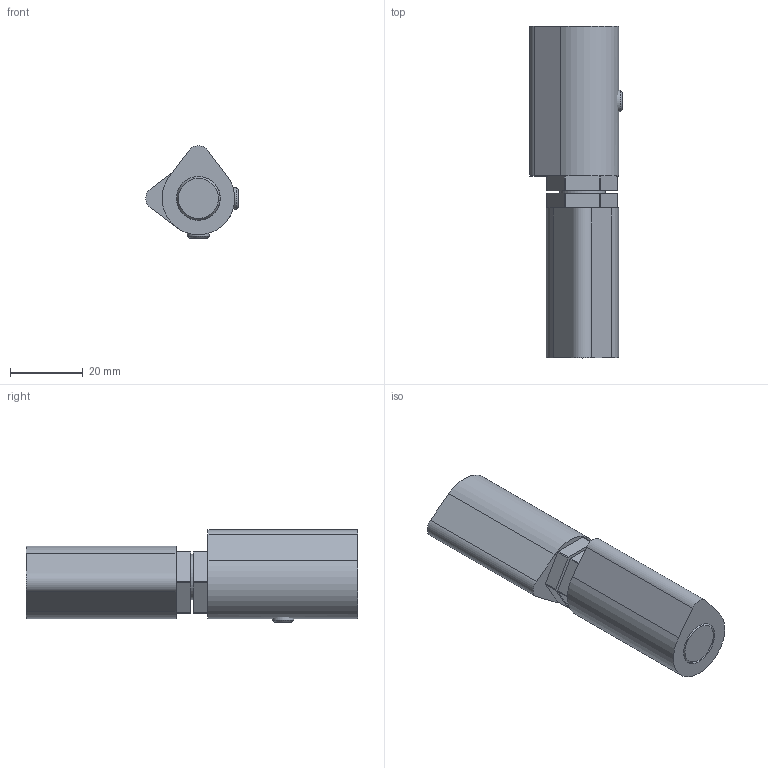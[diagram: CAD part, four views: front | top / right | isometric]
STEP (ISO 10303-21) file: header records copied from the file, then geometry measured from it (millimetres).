
FILE_DESCRIPTION(/* description */ (''),/* implementation_level */ '2;1');
FILE_NAME(/* name */ '1512SO3D.stp',/* time_stamp */ '2019-08-05T13:38:29+02:00',/* author */ ('DOMINIQUE'),/* organization */ (''),/* preprocessor_version */ 'ST-DEVELOPER v17.2',/* originating_system */ 'Autodesk Inventor 2019',/* authorisation */ '');
FILE_SCHEMA (('AUTOMOTIVE_DESIGN { 1 0 10303 214 3 1 1 }'));
Length unit declared in the file: millimetre
Products named in the file (6): 1512GJSO3D; Goupille - 6 x 40 - h6; 21848; 24813; 16407T; 04826
Assembly tree (8 placements, depth 2):
  1512GJSO3D
    24813  x2
    Goupille - 6 x 40 - h6
    21848
    16407T  x2
    04826  x2
Bounding box: 25.49 x 91.3 x 25.49 mm (x, y, z)
Volume: 29265 mm3; surface area: 16370.8 mm2
Topology: 8 solids, 8 shells, 104 faces, 262 edges, 178 vertices
Faces by surface type: plane 47, cylinder 37, cone 19, sphere 1
Full cylindrical faces by diameter (mm): 5 x2, 5.9 x2, 6 x5, 6.2 x1, 10 x2, 12 x4, 12.1 x4, 12.5 x1
Entity records: 2013 total; most frequent: CARTESIAN_POINT 380, DIRECTION 326, ORIENTED_EDGE 272, EDGE_CURVE 136, AXIS2_PLACEMENT_3D 130, VERTEX_POINT 94, LINE 66, VECTOR 66
